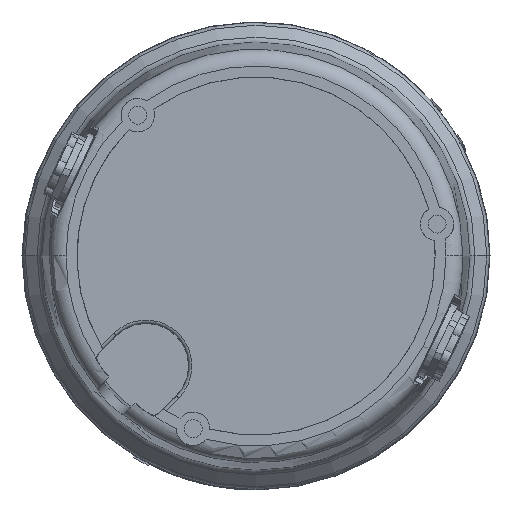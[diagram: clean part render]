
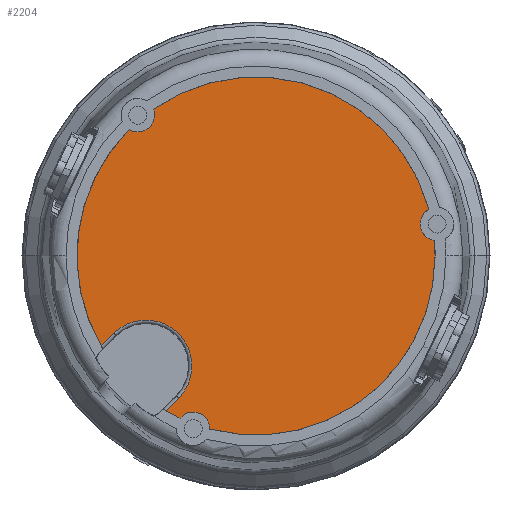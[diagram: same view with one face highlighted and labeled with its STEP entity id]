
A CAD part, front view. The second image highlights one B-rep face of the part: STEP entity #2204.
In plain terms, the highlighted planar face has unit normal (0, -1, 0).
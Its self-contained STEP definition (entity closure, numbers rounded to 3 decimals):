
#168 = VERTEX_POINT ( 'NONE', #10310 ) ;
#1340 = DIRECTION ( 'NONE',  ( -1., 0., 0. ) ) ;
#1542 = DIRECTION ( 'NONE',  ( 0., 1., 0. ) ) ;
#1643 = CARTESIAN_POINT ( 'NONE',  ( 54.164, -69.5, 9.551 ) ) ;
#1793 = AXIS2_PLACEMENT_3D ( 'NONE', #25748, #25683, #25368 ) ;
#2204 = ADVANCED_FACE ( 'NONE', ( #7451 ), #10675, .F. ) ;
#2318 = VECTOR ( 'NONE', #22251, 1000. ) ;
#3011 = VERTEX_POINT ( 'NONE', #22559 ) ;
#3306 = EDGE_CURVE ( 'NONE', #9232, #4729, #29048, .T. ) ;
#4101 = CARTESIAN_POINT ( 'NONE',  ( 53.552, -69.5, 0. ) ) ;
#4261 = VERTEX_POINT ( 'NONE', #22221 ) ;
#4276 = EDGE_CURVE ( 'NONE', #16477, #6175, #18225, .T. ) ;
#4729 = VERTEX_POINT ( 'NONE', #29819 ) ;
#5758 = AXIS2_PLACEMENT_3D ( 'NONE', #14642, #14671, #14693 ) ;
#6175 = VERTEX_POINT ( 'NONE', #21950 ) ;
#6277 = CIRCLE ( 'NONE', #6392, 53.552 ) ;
#6369 = EDGE_CURVE ( 'NONE', #9232, #22140, #21077, .T. ) ;
#6392 = AXIS2_PLACEMENT_3D ( 'NONE', #15025, #15002, #14940 ) ;
#7358 = AXIS2_PLACEMENT_3D ( 'NONE', #28492, #28429, #28388 ) ;
#7437 = CIRCLE ( 'NONE', #29089, 5. ) ;
#7451 = FACE_OUTER_BOUND ( 'NONE', #28983, .T. ) ;
#7671 = EDGE_CURVE ( 'NONE', #168, #10738, #9451, .T. ) ;
#8667 = EDGE_CURVE ( 'NONE', #4729, #21759, #9775, .T. ) ;
#8888 = DIRECTION ( 'NONE',  ( -1., 0., 0. ) ) ;
#8899 = EDGE_CURVE ( 'NONE', #3011, #16477, #16594, .T. ) ;
#8919 = AXIS2_PLACEMENT_3D ( 'NONE', #27930, #27900, #27871 ) ;
#8955 = CARTESIAN_POINT ( 'NONE',  ( 0., -69.5, 0. ) ) ;
#9020 = DIRECTION ( 'NONE',  ( 0., 1., 0. ) ) ;
#9232 = VERTEX_POINT ( 'NONE', #12254 ) ;
#9413 = CARTESIAN_POINT ( 'NONE',  ( 0., -69.5, 0. ) ) ;
#9451 = CIRCLE ( 'NONE', #7358, 53.552 ) ;
#9775 = CIRCLE ( 'NONE', #1793, 5. ) ;
#9831 = VERTEX_POINT ( 'NONE', #23205 ) ;
#10207 = ORIENTED_EDGE ( 'NONE', *, *, #22711, .F. ) ;
#10310 = CARTESIAN_POINT ( 'NONE',  ( 53.353, -69.5, 4.617 ) ) ;
#10415 = EDGE_CURVE ( 'NONE', #29606, #3011, #28286, .T. ) ;
#10675 = PLANE ( 'NONE',  #5758 ) ;
#10738 = VERTEX_POINT ( 'NONE', #4101 ) ;
#12254 = CARTESIAN_POINT ( 'NONE',  ( -30.675, -69.5, 43.896 ) ) ;
#13296 = CARTESIAN_POINT ( 'NONE',  ( -23.178, -69.5, -42.582 ) ) ;
#13469 = ORIENTED_EDGE ( 'NONE', *, *, #19589, .T. ) ;
#13764 = ORIENTED_EDGE ( 'NONE', *, *, #20212, .F. ) ;
#13781 = CARTESIAN_POINT ( 'NONE',  ( -13.811, -69.5, -51.74 ) ) ;
#14177 = CIRCLE ( 'NONE', #29309, 53.552 ) ;
#14260 = ORIENTED_EDGE ( 'NONE', *, *, #7671, .F. ) ;
#14521 = ORIENTED_EDGE ( 'NONE', *, *, #15647, .T. ) ;
#14623 = CIRCLE ( 'NONE', #25463, 5. ) ;
#14642 = CARTESIAN_POINT ( 'NONE',  ( 53.552, -69.5, 0. ) ) ;
#14671 = DIRECTION ( 'NONE',  ( 0., 1., 0. ) ) ;
#14693 = DIRECTION ( 'NONE',  ( -1., 0., 0. ) ) ;
#14871 = ORIENTED_EDGE ( 'NONE', *, *, #6369, .F. ) ;
#14896 = ORIENTED_EDGE ( 'NONE', *, *, #8899, .T. ) ;
#14940 = DIRECTION ( 'NONE',  ( -1., 0., 0. ) ) ;
#15002 = DIRECTION ( 'NONE',  ( 0., 1., 0. ) ) ;
#15025 = CARTESIAN_POINT ( 'NONE',  ( 0., -69.5, 0. ) ) ;
#15234 = ORIENTED_EDGE ( 'NONE', *, *, #3306, .T. ) ;
#15345 = DIRECTION ( 'NONE',  ( -1., 0., 0. ) ) ;
#15364 = VECTOR ( 'NONE', #27076, 1000. ) ;
#15439 = DIRECTION ( 'NONE',  ( 0., 1., 0. ) ) ;
#15479 = CARTESIAN_POINT ( 'NONE',  ( -18.811, -69.5, -51.683 ) ) ;
#15647 = EDGE_CURVE ( 'NONE', #168, #22140, #7437, .T. ) ;
#16174 = CARTESIAN_POINT ( 'NONE',  ( -35.353, -69.5, 42.132 ) ) ;
#16242 = DIRECTION ( 'NONE',  ( 0., 1., 0. ) ) ;
#16249 = DIRECTION ( 'NONE',  ( -1., 0., 0. ) ) ;
#16477 = VERTEX_POINT ( 'NONE', #13296 ) ;
#16540 = AXIS2_PLACEMENT_3D ( 'NONE', #8955, #9020, #8888 ) ;
#16594 = CIRCLE ( 'NONE', #8919, 13.721 ) ;
#16916 = DIRECTION ( 'NONE',  ( -1., 0., 0. ) ) ;
#16937 = DIRECTION ( 'NONE',  ( 0., 1., 0. ) ) ;
#17016 = CARTESIAN_POINT ( 'NONE',  ( -18.811, -69.5, -51.683 ) ) ;
#17372 = CARTESIAN_POINT ( 'NONE',  ( -37.903, -69.5, 37.831 ) ) ;
#18225 = LINE ( 'NONE', #22310, #2318 ) ;
#18599 = CIRCLE ( 'NONE', #29073, 5. ) ;
#19589 = EDGE_CURVE ( 'NONE', #9831, #20594, #14623, .T. ) ;
#19633 = EDGE_CURVE ( 'NONE', #4261, #6175, #6277, .T. ) ;
#20212 = EDGE_CURVE ( 'NONE', #10738, #20594, #14177, .T. ) ;
#20594 = VERTEX_POINT ( 'NONE', #13781 ) ;
#20848 = CARTESIAN_POINT ( 'NONE',  ( -46.305, -69.5, -26.901 ) ) ;
#21056 = DIRECTION ( 'NONE',  ( -1., 0., 0. ) ) ;
#21077 = CIRCLE ( 'NONE', #16540, 53.552 ) ;
#21080 = DIRECTION ( 'NONE',  ( 0., 1., 0. ) ) ;
#21732 = EDGE_CURVE ( 'NONE', #4261, #9831, #18599, .T. ) ;
#21759 = VERTEX_POINT ( 'NONE', #17372 ) ;
#21950 = CARTESIAN_POINT ( 'NONE',  ( -26.901, -69.5, -46.305 ) ) ;
#22140 = VERTEX_POINT ( 'NONE', #27949 ) ;
#22221 = CARTESIAN_POINT ( 'NONE',  ( -22.678, -69.5, -48.513 ) ) ;
#22251 = DIRECTION ( 'NONE',  ( -0.707, 0., -0.707 ) ) ;
#22310 = CARTESIAN_POINT ( 'NONE',  ( 36.478, -69.5, 17.074 ) ) ;
#22559 = CARTESIAN_POINT ( 'NONE',  ( -42.582, -69.5, -23.178 ) ) ;
#22711 = EDGE_CURVE ( 'NONE', #29606, #21759, #23917, .T. ) ;
#23205 = CARTESIAN_POINT ( 'NONE',  ( -13.811, -69.5, -51.683 ) ) ;
#23826 = ORIENTED_EDGE ( 'NONE', *, *, #4276, .T. ) ;
#23917 = CIRCLE ( 'NONE', #24071, 53.552 ) ;
#24071 = AXIS2_PLACEMENT_3D ( 'NONE', #9413, #21080, #21056 ) ;
#24575 = ORIENTED_EDGE ( 'NONE', *, *, #8667, .T. ) ;
#24753 = CARTESIAN_POINT ( 'NONE',  ( 17.074, -69.5, 36.478 ) ) ;
#24968 = ORIENTED_EDGE ( 'NONE', *, *, #19633, .F. ) ;
#25368 = DIRECTION ( 'NONE',  ( -1., 0., 0. ) ) ;
#25463 = AXIS2_PLACEMENT_3D ( 'NONE', #17016, #16937, #16916 ) ;
#25683 = DIRECTION ( 'NONE',  ( 0., 1., 0. ) ) ;
#25748 = CARTESIAN_POINT ( 'NONE',  ( -35.353, -69.5, 42.132 ) ) ;
#26305 = ORIENTED_EDGE ( 'NONE', *, *, #21732, .T. ) ;
#27076 = DIRECTION ( 'NONE',  ( 0.707, 0., 0.707 ) ) ;
#27612 = DIRECTION ( 'NONE',  ( -1., 0., 0. ) ) ;
#27664 = DIRECTION ( 'NONE',  ( 0., 1., 0. ) ) ;
#27686 = CARTESIAN_POINT ( 'NONE',  ( 0., -69.5, 0. ) ) ;
#27871 = DIRECTION ( 'NONE',  ( -1., 0., 0. ) ) ;
#27900 = DIRECTION ( 'NONE',  ( 0., 1., 0. ) ) ;
#27930 = CARTESIAN_POINT ( 'NONE',  ( -32.88, -69.5, -32.88 ) ) ;
#27949 = CARTESIAN_POINT ( 'NONE',  ( 51.714, -69.5, 13.909 ) ) ;
#28286 = LINE ( 'NONE', #24753, #15364 ) ;
#28388 = DIRECTION ( 'NONE',  ( -1., 0., 0. ) ) ;
#28429 = DIRECTION ( 'NONE',  ( 0., 1., 0. ) ) ;
#28492 = CARTESIAN_POINT ( 'NONE',  ( 0., -69.5, 0. ) ) ;
#28788 = ORIENTED_EDGE ( 'NONE', *, *, #10415, .T. ) ;
#28983 = EDGE_LOOP ( 'NONE', ( #10207, #28788, #14896, #23826, #24968, #26305, #13469, #13764, #14260, #14521, #14871, #15234, #24575 ) ) ;
#29048 = CIRCLE ( 'NONE', #29285, 5. ) ;
#29073 = AXIS2_PLACEMENT_3D ( 'NONE', #15479, #15439, #15345 ) ;
#29089 = AXIS2_PLACEMENT_3D ( 'NONE', #1643, #1542, #1340 ) ;
#29285 = AXIS2_PLACEMENT_3D ( 'NONE', #16174, #16242, #16249 ) ;
#29309 = AXIS2_PLACEMENT_3D ( 'NONE', #27686, #27664, #27612 ) ;
#29606 = VERTEX_POINT ( 'NONE', #20848 ) ;
#29819 = CARTESIAN_POINT ( 'NONE',  ( -30.353, -69.5, 42.132 ) ) ;
